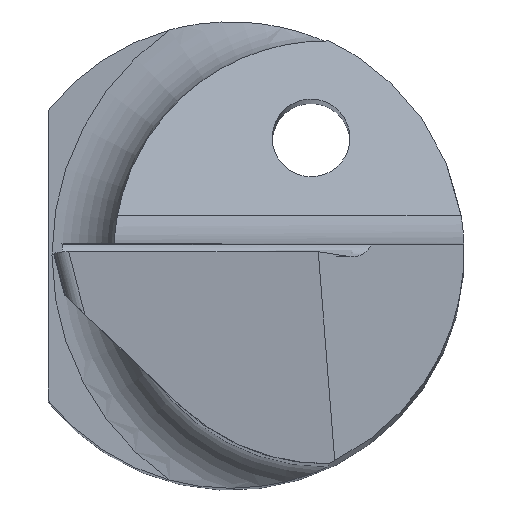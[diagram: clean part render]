
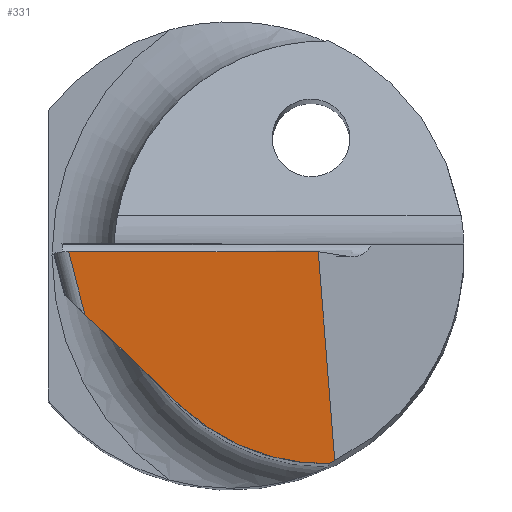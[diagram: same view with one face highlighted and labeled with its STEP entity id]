
A CAD part, top view. The second image highlights one B-rep face of the part: STEP entity #331.
In plain terms, the highlighted planar face has unit normal (0.138, -0.139, 0.981).
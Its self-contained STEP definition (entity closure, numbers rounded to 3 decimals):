
#44 = LINE ( 'NONE', #296, #180 ) ;
#52 = VERTEX_POINT ( 'NONE', #192 ) ;
#55 = CARTESIAN_POINT ( 'NONE',  ( -2.086, 0., 39.999 ) ) ;
#83 = AXIS2_PLACEMENT_3D ( 'NONE', #565, #91, #506 ) ;
#85 = CARTESIAN_POINT ( 'NONE',  ( 1.117, 0.1, 39.563 ) ) ;
#91 = DIRECTION ( 'NONE',  ( 0.138, -0.139, 0.981 ) ) ;
#100 = EDGE_CURVE ( 'NONE', #406, #801, #839, .T. ) ;
#105 = PLANE ( 'NONE',  #83 ) ;
#160 = ORIENTED_EDGE ( 'NONE', *, *, #850, .F. ) ;
#180 = VECTOR ( 'NONE', #764, 1000. ) ;
#192 = CARTESIAN_POINT ( 'NONE',  ( 1.337, -2.686, 39.137 ) ) ;
#194 = CARTESIAN_POINT ( 'NONE',  ( 1.255, -2.725, 39.143 ) ) ;
#216 =( BOUNDED_CURVE ( )  B_SPLINE_CURVE ( 3, ( #551, #431, #350, #681 ),
 .UNSPECIFIED., .F., .F. ) 
 B_SPLINE_CURVE_WITH_KNOTS ( ( 4, 4 ),
 ( 0.319, 0.349 ),
 .UNSPECIFIED. ) 
 CURVE ( )  GEOMETRIC_REPRESENTATION_ITEM ( )  RATIONAL_B_SPLINE_CURVE ( ( 1., 1., 1., 1. ) ) 
 REPRESENTATION_ITEM ( '' )  );
#219 = ORIENTED_EDGE ( 'NONE', *, *, #248, .T. ) ;
#248 = EDGE_CURVE ( 'NONE', #858, #406, #44, .T. ) ;
#258 = VERTEX_POINT ( 'NONE', #318 ) ;
#260 = LINE ( 'NONE', #538, #715 ) ;
#261 = CARTESIAN_POINT ( 'NONE',  ( -0.136, -2.468, 39.375 ) ) ;
#296 = CARTESIAN_POINT ( 'NONE',  ( -0.732, -1.899, 39.539 ) ) ;
#318 = CARTESIAN_POINT ( 'NONE',  ( 1.125, 0., 39.548 ) ) ;
#331 = ADVANCED_FACE ( 'NONE', ( #578 ), #105, .T. ) ;
#340 = ORIENTED_EDGE ( 'NONE', *, *, #807, .F. ) ;
#350 = CARTESIAN_POINT ( 'NONE',  ( 1.282, -2.712, 39.141 ) ) ;
#378 = VECTOR ( 'NONE', #830, 1000. ) ;
#403 = DIRECTION ( 'NONE',  ( -0.247, 0.954, 0.17 ) ) ;
#406 = VERTEX_POINT ( 'NONE', #721 ) ;
#413 = VERTEX_POINT ( 'NONE', #55 ) ;
#431 = CARTESIAN_POINT ( 'NONE',  ( 1.31, -2.699, 39.139 ) ) ;
#458 = LINE ( 'NONE', #735, #464 ) ;
#464 = VECTOR ( 'NONE', #740, 1000. ) ;
#475 = CARTESIAN_POINT ( 'NONE',  ( 1.255, -2.725, 39.143 ) ) ;
#502 = EDGE_CURVE ( 'NONE', #52, #258, #557, .T. ) ;
#506 = DIRECTION ( 'NONE',  ( 0., -0.99, -0.141 ) ) ;
#533 = ORIENTED_EDGE ( 'NONE', *, *, #502, .T. ) ;
#538 = CARTESIAN_POINT ( 'NONE',  ( -2.131, 0.174, 40.03 ) ) ;
#545 = ORIENTED_EDGE ( 'NONE', *, *, #815, .T. ) ;
#546 = CARTESIAN_POINT ( 'NONE',  ( 0.534, -2.733, 39.243 ) ) ;
#551 = CARTESIAN_POINT ( 'NONE',  ( 1.337, -2.686, 39.137 ) ) ;
#556 = CARTESIAN_POINT ( 'NONE',  ( -1.877, -0.804, 39.856 ) ) ;
#557 = LINE ( 'NONE', #85, #378 ) ;
#565 = CARTESIAN_POINT ( 'NONE',  ( -2.397, 0.1, 40.057 ) ) ;
#578 = FACE_OUTER_BOUND ( 'NONE', #659, .T. ) ;
#659 = EDGE_LOOP ( 'NONE', ( #219, #790, #160, #533, #545, #340 ) ) ;
#681 = CARTESIAN_POINT ( 'NONE',  ( 1.255, -2.725, 39.143 ) ) ;
#715 = VECTOR ( 'NONE', #403, 1000. ) ;
#721 = CARTESIAN_POINT ( 'NONE',  ( -0.657, -1.97, 39.519 ) ) ;
#735 = CARTESIAN_POINT ( 'NONE',  ( -2.399, 0., 40.043 ) ) ;
#740 = DIRECTION ( 'NONE',  ( -0.99, 0., 0.139 ) ) ;
#764 = DIRECTION ( 'NONE',  ( 0.709, -0.678, -0.196 ) ) ;
#772 = CARTESIAN_POINT ( 'NONE',  ( -0.657, -1.97, 39.519 ) ) ;
#790 = ORIENTED_EDGE ( 'NONE', *, *, #100, .T. ) ;
#801 = VERTEX_POINT ( 'NONE', #194 ) ;
#807 = EDGE_CURVE ( 'NONE', #858, #413, #260, .T. ) ;
#815 = EDGE_CURVE ( 'NONE', #258, #413, #458, .T. ) ;
#830 = DIRECTION ( 'NONE',  ( -0.078, 0.986, 0.151 ) ) ;
#839 =( BOUNDED_CURVE ( )  B_SPLINE_CURVE ( 3, ( #772, #261, #546, #475 ),
 .UNSPECIFIED., .F., .F. ) 
 B_SPLINE_CURVE_WITH_KNOTS ( ( 4, 4 ),
 ( 4.74, 5.513 ),
 .UNSPECIFIED. ) 
 CURVE ( )  GEOMETRIC_REPRESENTATION_ITEM ( )  RATIONAL_B_SPLINE_CURVE ( ( 1., 0.951, 0.951, 1. ) ) 
 REPRESENTATION_ITEM ( '' )  );
#850 = EDGE_CURVE ( 'NONE', #52, #801, #216, .T. ) ;
#858 = VERTEX_POINT ( 'NONE', #556 ) ;
